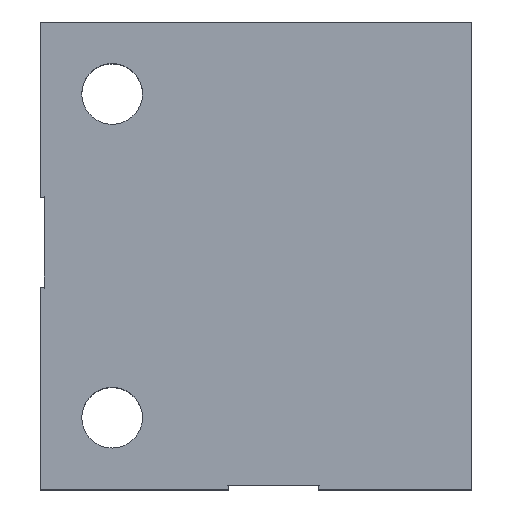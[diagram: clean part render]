
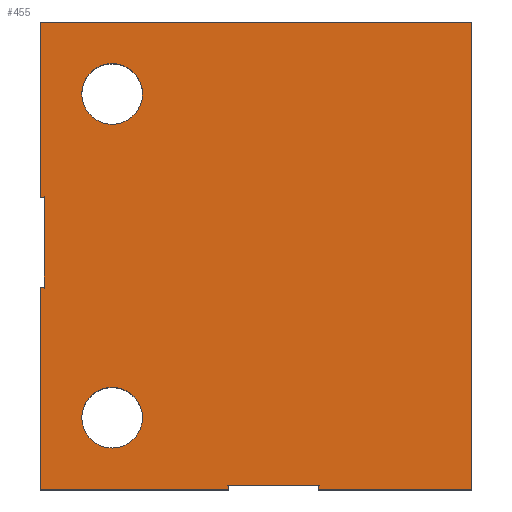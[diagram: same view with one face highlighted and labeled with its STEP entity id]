
A CAD part, top view. The second image highlights one B-rep face of the part: STEP entity #455.
In plain terms, the highlighted planar face has unit normal (0, 0, 1).
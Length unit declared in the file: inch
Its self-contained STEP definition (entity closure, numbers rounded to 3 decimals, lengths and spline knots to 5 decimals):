
#127=CARTESIAN_POINT('',(-0.1925,0.03,0.75));
#128=VERTEX_POINT('',#127);
#129=CARTESIAN_POINT('',(0.4325,0.03,0.75));
#130=VERTEX_POINT('',#129);
#131=CARTESIAN_POINT('',(-0.1925,0.03,0.75));
#132=DIRECTION('',(1.0,0.0,0.0));
#133=VECTOR('',#132,0.625);
#134=LINE('',#131,#133);
#135=EDGE_CURVE('',#128,#130,#134,.T.);
#294=CARTESIAN_POINT('',(0.4325,0.0,0.75));
#295=VERTEX_POINT('',#294);
#296=CARTESIAN_POINT('',(0.4325,0.03,0.75));
#297=DIRECTION('',(0.0,-1.0,0.0));
#298=VECTOR('',#297,0.03);
#299=LINE('',#296,#298);
#300=EDGE_CURVE('',#130,#295,#299,.T.);
#326=CARTESIAN_POINT('',(-0.1925,0.0,0.75));
#327=VERTEX_POINT('',#326);
#328=CARTESIAN_POINT('',(-0.1925,0.0,0.75));
#329=DIRECTION('',(0.0,1.0,0.0));
#330=VECTOR('',#329,0.03);
#331=LINE('',#328,#330);
#332=EDGE_CURVE('',#327,#128,#331,.T.);
#353=CARTESIAN_POINT('',(0.0,1.625,0.75));
#354=DIRECTION('',(0.0,0.0,1.0));
#355=DIRECTION('',(1.0,0.0,0.0));
#356=AXIS2_PLACEMENT_3D('',#353,#354,#355);
#357=PLANE('',#356);
#358=ORIENTED_EDGE('',*,*,#332,.T.);
#359=ORIENTED_EDGE('',*,*,#135,.T.);
#360=ORIENTED_EDGE('',*,*,#300,.T.);
#361=CARTESIAN_POINT('',(1.5,0.0,0.75));
#362=VERTEX_POINT('',#361);
#363=CARTESIAN_POINT('',(1.5,0.0,0.75));
#364=DIRECTION('',(-1.0,0.0,0.0));
#365=VECTOR('',#364,1.0675);
#366=LINE('',#363,#365);
#367=EDGE_CURVE('',#362,#295,#366,.T.);
#368=ORIENTED_EDGE('',*,*,#367,.F.);
#369=CARTESIAN_POINT('',(1.5,3.25,0.75));
#370=VERTEX_POINT('',#369);
#371=CARTESIAN_POINT('',(1.5,3.25,0.75));
#372=DIRECTION('',(0.0,-1.0,0.0));
#373=VECTOR('',#372,3.25);
#374=LINE('',#371,#373);
#375=EDGE_CURVE('',#370,#362,#374,.T.);
#376=ORIENTED_EDGE('',*,*,#375,.F.);
#377=CARTESIAN_POINT('',(-1.5,3.25,0.75));
#378=VERTEX_POINT('',#377);
#379=CARTESIAN_POINT('',(-1.5,3.25,0.75));
#380=DIRECTION('',(1.0,0.0,0.0));
#381=VECTOR('',#380,3.0);
#382=LINE('',#379,#381);
#383=EDGE_CURVE('',#378,#370,#382,.T.);
#384=ORIENTED_EDGE('',*,*,#383,.F.);
#385=CARTESIAN_POINT('',(-1.5,2.0325,0.75));
#386=VERTEX_POINT('',#385);
#387=CARTESIAN_POINT('',(-1.5,2.0325,0.75));
#388=DIRECTION('',(0.0,1.0,0.0));
#389=VECTOR('',#388,1.2175);
#390=LINE('',#387,#389);
#391=EDGE_CURVE('',#386,#378,#390,.T.);
#392=ORIENTED_EDGE('',*,*,#391,.F.);
#393=CARTESIAN_POINT('',(-1.47,2.0325,0.75));
#394=VERTEX_POINT('',#393);
#395=CARTESIAN_POINT('',(-1.5,2.0325,0.75));
#396=DIRECTION('',(1.0,0.0,0.0));
#397=VECTOR('',#396,0.03);
#398=LINE('',#395,#397);
#399=EDGE_CURVE('',#386,#394,#398,.T.);
#400=ORIENTED_EDGE('',*,*,#399,.T.);
#401=CARTESIAN_POINT('',(-1.47,1.4075,0.75));
#402=VERTEX_POINT('',#401);
#403=CARTESIAN_POINT('',(-1.47,2.0325,0.75));
#404=DIRECTION('',(0.0,-1.0,0.0));
#405=VECTOR('',#404,0.625);
#406=LINE('',#403,#405);
#407=EDGE_CURVE('',#394,#402,#406,.T.);
#408=ORIENTED_EDGE('',*,*,#407,.T.);
#409=CARTESIAN_POINT('',(-1.5,1.4075,0.75));
#410=VERTEX_POINT('',#409);
#411=CARTESIAN_POINT('',(-1.47,1.4075,0.75));
#412=DIRECTION('',(-1.0,0.0,0.0));
#413=VECTOR('',#412,0.03);
#414=LINE('',#411,#413);
#415=EDGE_CURVE('',#402,#410,#414,.T.);
#416=ORIENTED_EDGE('',*,*,#415,.T.);
#417=CARTESIAN_POINT('',(-1.5,0.0,0.75));
#418=VERTEX_POINT('',#417);
#419=CARTESIAN_POINT('',(-1.5,0.0,0.75));
#420=DIRECTION('',(0.0,1.0,0.0));
#421=VECTOR('',#420,1.4075);
#422=LINE('',#419,#421);
#423=EDGE_CURVE('',#418,#410,#422,.T.);
#424=ORIENTED_EDGE('',*,*,#423,.F.);
#425=CARTESIAN_POINT('',(-0.1925,0.0,0.75));
#426=DIRECTION('',(-1.0,0.0,0.0));
#427=VECTOR('',#426,1.3075);
#428=LINE('',#425,#427);
#429=EDGE_CURVE('',#327,#418,#428,.T.);
#430=ORIENTED_EDGE('',*,*,#429,.F.);
#431=EDGE_LOOP('',(#358,#359,#360,#368,#376,#384,#392,#400,#408,#416,#424,#430));
#432=FACE_OUTER_BOUND('',#431,.T.);
#433=CARTESIAN_POINT('',(-0.789,0.5,0.75));
#434=VERTEX_POINT('',#433);
#435=CARTESIAN_POINT('',(-1.0,0.5,0.75));
#436=DIRECTION('',(0.0,0.0,-1.0));
#437=DIRECTION('',(1.0,0.0,0.0));
#438=AXIS2_PLACEMENT_3D('',#435,#436,#437);
#439=CIRCLE('',#438,0.211);
#440=EDGE_CURVE('',#434,#434,#439,.T.);
#441=ORIENTED_EDGE('',*,*,#440,.T.);
#442=EDGE_LOOP('',(#441));
#443=FACE_BOUND('',#442,.T.);
#444=CARTESIAN_POINT('',(-0.789,2.75,0.75));
#445=VERTEX_POINT('',#444);
#446=CARTESIAN_POINT('',(-1.0,2.75,0.75));
#447=DIRECTION('',(0.0,0.0,-1.0));
#448=DIRECTION('',(1.0,0.0,0.0));
#449=AXIS2_PLACEMENT_3D('',#446,#447,#448);
#450=CIRCLE('',#449,0.211);
#451=EDGE_CURVE('',#445,#445,#450,.T.);
#452=ORIENTED_EDGE('',*,*,#451,.T.);
#453=EDGE_LOOP('',(#452));
#454=FACE_BOUND('',#453,.T.);
#455=ADVANCED_FACE('',(#432,#443,#454),#357,.T.);
